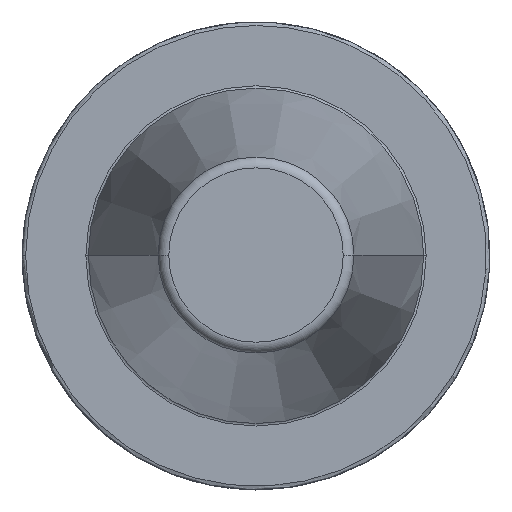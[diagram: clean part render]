
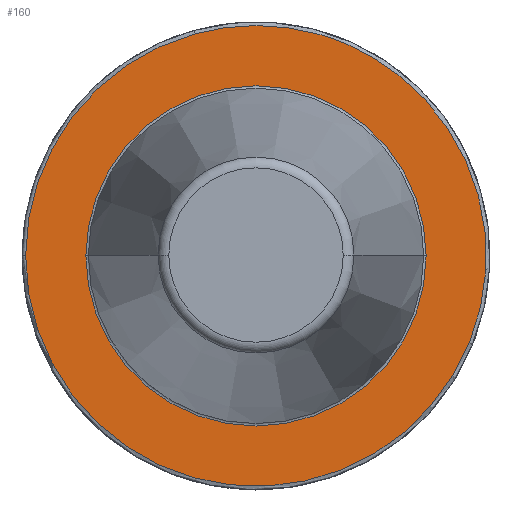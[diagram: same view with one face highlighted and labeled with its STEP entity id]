
A CAD part, top view. The second image highlights one B-rep face of the part: STEP entity #160.
In plain terms, the highlighted planar face has unit normal (0, 0, 1).
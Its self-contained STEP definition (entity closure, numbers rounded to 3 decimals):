
#88=B_SPLINE_CURVE_WITH_KNOTS('',3,(#1206,#1207,#1208,#1209,#1210,#1211,
#1212,#1213,#1214,#1215,#1216,#1217,#1218,#1219,#1220,#1221,#1222,#1223),
 .UNSPECIFIED.,.F.,.F.,(4,2,2,2,2,2,2,2,4),(0.,0.125,0.25,0.375,0.5,0.625,
0.75,0.875,1.),.UNSPECIFIED.);
#160=ADVANCED_FACE('',(#199,#200),#188,.F.);
#188=PLANE('',#750);
#199=FACE_BOUND('',#226,.T.);
#200=FACE_BOUND('',#227,.T.);
#226=EDGE_LOOP('',(#326,#327,#328,#329));
#227=EDGE_LOOP('',(#330,#331));
#326=ORIENTED_EDGE('',*,*,#554,.T.);
#327=ORIENTED_EDGE('',*,*,#555,.T.);
#328=ORIENTED_EDGE('',*,*,#556,.T.);
#329=ORIENTED_EDGE('',*,*,#557,.T.);
#330=ORIENTED_EDGE('',*,*,#503,.T.);
#331=ORIENTED_EDGE('',*,*,#505,.T.);
#442=VERTEX_POINT('',#1054);
#445=VERTEX_POINT('',#1059);
#483=VERTEX_POINT('',#1200);
#484=VERTEX_POINT('',#1201);
#485=VERTEX_POINT('',#1203);
#486=VERTEX_POINT('',#1205);
#503=EDGE_CURVE('',#442,#445,#594,.T.);
#505=EDGE_CURVE('',#445,#442,#596,.T.);
#554=EDGE_CURVE('',#483,#484,#631,.T.);
#555=EDGE_CURVE('',#484,#485,#632,.T.);
#556=EDGE_CURVE('',#485,#486,#633,.T.);
#557=EDGE_CURVE('',#486,#483,#88,.T.);
#594=CIRCLE('',#695,35.425);
#596=CIRCLE('',#698,35.425);
#631=CIRCLE('',#747,47.975);
#632=CIRCLE('',#748,47.975);
#633=CIRCLE('',#749,47.975);
#695=AXIS2_PLACEMENT_3D('',#1060,#820,#821);
#698=AXIS2_PLACEMENT_3D('',#1063,#826,#827);
#747=AXIS2_PLACEMENT_3D('',#1199,#932,#933);
#748=AXIS2_PLACEMENT_3D('',#1202,#934,#935);
#749=AXIS2_PLACEMENT_3D('',#1204,#936,#937);
#750=AXIS2_PLACEMENT_3D('',#1224,#938,#939);
#820=DIRECTION('',(0.,0.,-1.));
#821=DIRECTION('',(-1.,0.,0.));
#826=DIRECTION('',(0.,0.,-1.));
#827=DIRECTION('',(-1.,0.,0.));
#932=DIRECTION('',(0.,0.,1.));
#933=DIRECTION('',(-1.,0.,0.));
#934=DIRECTION('',(0.,0.,1.));
#935=DIRECTION('',(-1.,0.,0.));
#936=DIRECTION('',(0.,0.,1.));
#937=DIRECTION('',(-1.,0.,0.));
#938=DIRECTION('',(0.,0.,-1.));
#939=DIRECTION('',(1.,0.,0.));
#1054=CARTESIAN_POINT('',(-35.425,0.,-3.2));
#1059=CARTESIAN_POINT('',(35.425,0.,-3.2));
#1060=CARTESIAN_POINT('',(0.,0.,-3.2));
#1063=CARTESIAN_POINT('',(0.,0.,-3.2));
#1199=CARTESIAN_POINT('',(0.,0.,-3.2));
#1200=CARTESIAN_POINT('',(19.82,43.689,-3.2));
#1201=CARTESIAN_POINT('',(12.9,46.208,-3.2));
#1202=CARTESIAN_POINT('',(0.,0.,-3.2));
#1203=CARTESIAN_POINT('',(-12.9,46.208,-3.2));
#1204=CARTESIAN_POINT('',(0.,0.,-3.2));
#1205=CARTESIAN_POINT('',(-47.975,0.,-3.2));
#1206=CARTESIAN_POINT('',(-47.975,0.,-3.2));
#1207=CARTESIAN_POINT('',(-47.975,-8.582,-3.2));
#1208=CARTESIAN_POINT('',(-45.629,-17.121,-3.2));
#1209=CARTESIAN_POINT('',(-36.875,-31.864,-3.2));
#1210=CARTESIAN_POINT('',(-30.488,-38.02,-3.2));
#1211=CARTESIAN_POINT('',(-15.445,-46.221,-3.2));
#1212=CARTESIAN_POINT('',(-6.8,-48.257,-3.2));
#1213=CARTESIAN_POINT('',(10.314,-47.629,-3.2));
#1214=CARTESIAN_POINT('',(18.791,-44.964,-3.2));
#1215=CARTESIAN_POINT('',(33.185,-35.689,-3.2));
#1216=CARTESIAN_POINT('',(39.113,-29.07,-3.2));
#1217=CARTESIAN_POINT('',(46.756,-13.742,-3.2));
#1218=CARTESIAN_POINT('',(48.473,-5.033,-3.2));
#1219=CARTESIAN_POINT('',(47.219,12.061,-3.2));
#1220=CARTESIAN_POINT('',(44.255,20.413,-3.2));
#1221=CARTESIAN_POINT('',(34.439,34.484,-3.2));
#1222=CARTESIAN_POINT('',(27.63,40.147,-3.2));
#1223=CARTESIAN_POINT('',(19.82,43.689,-3.2));
#1224=CARTESIAN_POINT('',(0.,35.425,-3.2));
